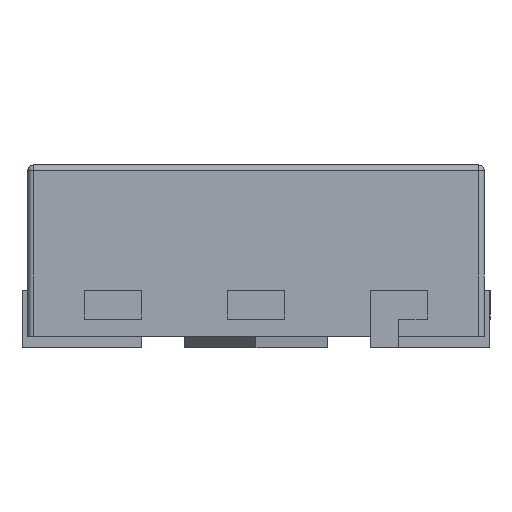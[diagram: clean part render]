
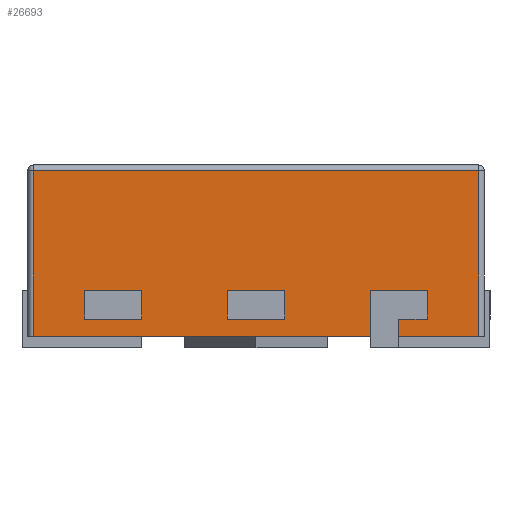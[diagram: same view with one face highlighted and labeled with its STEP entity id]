
A CAD part, left-side view. The second image highlights one B-rep face of the part: STEP entity #26693.
In plain terms, the highlighted planar face has unit normal (-1, 0, 0).
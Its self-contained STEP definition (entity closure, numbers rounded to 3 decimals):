
#212 = VERTEX_POINT ( 'NONE', #6617 ) ;
#268 = VECTOR ( 'NONE', #7118, 1000. ) ;
#558 = ORIENTED_EDGE ( 'NONE', *, *, #20749, .F. ) ;
#592 = DIRECTION ( 'NONE',  ( 0., 0., 1. ) ) ;
#763 = EDGE_CURVE ( 'NONE', #4449, #13092, #16359, .T. ) ;
#863 = DIRECTION ( 'NONE',  ( 0., 1., 0. ) ) ;
#1337 = EDGE_LOOP ( 'NONE', ( #27786, #22300, #12864, #4907 ) ) ;
#1365 = VERTEX_POINT ( 'NONE', #3932 ) ;
#1484 = LINE ( 'NONE', #20705, #8889 ) ;
#1627 = VERTEX_POINT ( 'NONE', #25240 ) ;
#1784 = ORIENTED_EDGE ( 'NONE', *, *, #25563, .T. ) ;
#1843 = ORIENTED_EDGE ( 'NONE', *, *, #26276, .F. ) ;
#2080 = EDGE_CURVE ( 'NONE', #29192, #13426, #6578, .T. ) ;
#2105 = VERTEX_POINT ( 'NONE', #14023 ) ;
#2358 = CARTESIAN_POINT ( 'NONE',  ( -0.5, -0.3, 0.08 ) ) ;
#3170 = DIRECTION ( 'NONE',  ( 0., 0., -1. ) ) ;
#3184 = LINE ( 'NONE', #18792, #26524 ) ;
#3247 = CARTESIAN_POINT ( 'NONE',  ( -0.5, -0.2, 0.05 ) ) ;
#3277 = CARTESIAN_POINT ( 'NONE',  ( -0.5, 0.39, 0.34 ) ) ;
#3932 = CARTESIAN_POINT ( 'NONE',  ( -0.5, -0.25, 0.08 ) ) ;
#3933 = VERTEX_POINT ( 'NONE', #8537 ) ;
#3969 = EDGE_CURVE ( 'NONE', #6035, #2105, #1484, .T. ) ;
#4040 = EDGE_CURVE ( 'NONE', #13426, #5731, #14250, .T. ) ;
#4042 = EDGE_CURVE ( 'NONE', #16486, #29192, #19407, .T. ) ;
#4133 = DIRECTION ( 'NONE',  ( 0., 0., -1. ) ) ;
#4211 = CARTESIAN_POINT ( 'NONE',  ( -0.5, 0.4, 0.34 ) ) ;
#4449 = VERTEX_POINT ( 'NONE', #30576 ) ;
#4589 = LINE ( 'NONE', #24503, #27439 ) ;
#4840 = VECTOR ( 'NONE', #20442, 1000. ) ;
#4907 = ORIENTED_EDGE ( 'NONE', *, *, #31504, .F. ) ;
#4982 = VECTOR ( 'NONE', #12733, 1000. ) ;
#5271 = VERTEX_POINT ( 'NONE', #12923 ) ;
#5490 = VECTOR ( 'NONE', #592, 1000. ) ;
#5512 = EDGE_CURVE ( 'NONE', #5271, #30546, #26680, .T. ) ;
#5731 = VERTEX_POINT ( 'NONE', #3277 ) ;
#6035 = VERTEX_POINT ( 'NONE', #25231 ) ;
#6414 = VERTEX_POINT ( 'NONE', #13857 ) ;
#6578 = LINE ( 'NONE', #8961, #19167 ) ;
#6617 = CARTESIAN_POINT ( 'NONE',  ( -0.5, 0.05, 0.13 ) ) ;
#6789 = EDGE_CURVE ( 'NONE', #30546, #6035, #4589, .T. ) ;
#6817 = PLANE ( 'NONE',  #29094 ) ;
#7118 = DIRECTION ( 'NONE',  ( 0., -1., 0. ) ) ;
#7252 = DIRECTION ( 'NONE',  ( 0., 0., -1. ) ) ;
#7377 = DIRECTION ( 'NONE',  ( 0., -1., 0. ) ) ;
#8142 = CARTESIAN_POINT ( 'NONE',  ( -0.5, 0.39, 0.35 ) ) ;
#8537 = CARTESIAN_POINT ( 'NONE',  ( -0.5, -0.05, 0.13 ) ) ;
#8554 = EDGE_CURVE ( 'NONE', #31607, #6414, #13300, .T. ) ;
#8817 = DIRECTION ( 'NONE',  ( 0., -1., 0. ) ) ;
#8889 = VECTOR ( 'NONE', #31142, 1000. ) ;
#8906 = EDGE_CURVE ( 'NONE', #212, #1627, #21148, .T. ) ;
#8961 = CARTESIAN_POINT ( 'NONE',  ( -0.5, -0.39, 0.35 ) ) ;
#9022 = VECTOR ( 'NONE', #21473, 1000. ) ;
#9219 = DIRECTION ( 'NONE',  ( 1., 0., 0. ) ) ;
#9247 = CARTESIAN_POINT ( 'NONE',  ( -0.5, -0.05, 0.08 ) ) ;
#9301 = CARTESIAN_POINT ( 'NONE',  ( -0.5, 0.3, 0.08 ) ) ;
#9422 = ORIENTED_EDGE ( 'NONE', *, *, #31512, .T. ) ;
#9490 = CARTESIAN_POINT ( 'NONE',  ( -0.5, 0.05, 0.13 ) ) ;
#9813 = CARTESIAN_POINT ( 'NONE',  ( -0.5, -0.2, 0.08 ) ) ;
#9836 = EDGE_CURVE ( 'NONE', #1365, #16332, #19701, .T. ) ;
#9979 = VECTOR ( 'NONE', #7377, 1000. ) ;
#10456 = CARTESIAN_POINT ( 'NONE',  ( -0.5, -0.39, 0.34 ) ) ;
#10582 = CARTESIAN_POINT ( 'NONE',  ( -0.5, -0.05, 0.13 ) ) ;
#10794 = EDGE_CURVE ( 'NONE', #16332, #31607, #28762, .T. ) ;
#11014 = VECTOR ( 'NONE', #14723, 1000. ) ;
#11254 = EDGE_CURVE ( 'NONE', #1627, #27137, #29926, .T. ) ;
#12030 = CARTESIAN_POINT ( 'NONE',  ( -0.5, -0.3, 0.13 ) ) ;
#12733 = DIRECTION ( 'NONE',  ( 0., 0., -1. ) ) ;
#12864 = ORIENTED_EDGE ( 'NONE', *, *, #27860, .F. ) ;
#12923 = CARTESIAN_POINT ( 'NONE',  ( -0.5, 0.3, 0.08 ) ) ;
#13092 = VERTEX_POINT ( 'NONE', #3247 ) ;
#13300 = LINE ( 'NONE', #31161, #18351 ) ;
#13315 = EDGE_LOOP ( 'NONE', ( #26454, #1843, #23840, #17301 ) ) ;
#13426 = VERTEX_POINT ( 'NONE', #10456 ) ;
#13730 = ORIENTED_EDGE ( 'NONE', *, *, #763, .T. ) ;
#13857 = CARTESIAN_POINT ( 'NONE',  ( -0.5, -0.2, 0.13 ) ) ;
#14023 = CARTESIAN_POINT ( 'NONE',  ( -0.5, 0.3, 0.13 ) ) ;
#14216 = ORIENTED_EDGE ( 'NONE', *, *, #4040, .T. ) ;
#14250 = LINE ( 'NONE', #4211, #11014 ) ;
#14457 = DIRECTION ( 'NONE',  ( 0., 1., 0. ) ) ;
#14557 = CARTESIAN_POINT ( 'NONE',  ( -0.5, -0.25, 0.35 ) ) ;
#14723 = DIRECTION ( 'NONE',  ( 0., 1., 0. ) ) ;
#15064 = ORIENTED_EDGE ( 'NONE', *, *, #4042, .T. ) ;
#15863 = VECTOR ( 'NONE', #3170, 1000. ) ;
#16332 = VERTEX_POINT ( 'NONE', #2358 ) ;
#16359 = LINE ( 'NONE', #19429, #268 ) ;
#16486 = VERTEX_POINT ( 'NONE', #16696 ) ;
#16696 = CARTESIAN_POINT ( 'NONE',  ( -0.5, -0.25, 0.05 ) ) ;
#17267 = VECTOR ( 'NONE', #19118, 1000. ) ;
#17301 = ORIENTED_EDGE ( 'NONE', *, *, #6789, .F. ) ;
#17877 = LINE ( 'NONE', #14557, #15863 ) ;
#18351 = VECTOR ( 'NONE', #863, 1000. ) ;
#18792 = CARTESIAN_POINT ( 'NONE',  ( -0.5, 0.05, 0.13 ) ) ;
#19118 = DIRECTION ( 'NONE',  ( 0., 0., 1. ) ) ;
#19167 = VECTOR ( 'NONE', #23735, 1000. ) ;
#19407 = LINE ( 'NONE', #29667, #28638 ) ;
#19429 = CARTESIAN_POINT ( 'NONE',  ( -0.5, 0.4, 0.05 ) ) ;
#19701 = LINE ( 'NONE', #9813, #9979 ) ;
#20442 = DIRECTION ( 'NONE',  ( 0., -1., 0. ) ) ;
#20705 = CARTESIAN_POINT ( 'NONE',  ( -0.5, 0.3, 0.13 ) ) ;
#20749 = EDGE_CURVE ( 'NONE', #6414, #13092, #25033, .T. ) ;
#21148 = LINE ( 'NONE', #9490, #9022 ) ;
#21473 = DIRECTION ( 'NONE',  ( 0., 0., -1. ) ) ;
#21957 = CARTESIAN_POINT ( 'NONE',  ( -0.5, -0.2, 0.13 ) ) ;
#22300 = ORIENTED_EDGE ( 'NONE', *, *, #8906, .F. ) ;
#22603 = ORIENTED_EDGE ( 'NONE', *, *, #9836, .F. ) ;
#22909 = EDGE_LOOP ( 'NONE', ( #13730, #558, #25762, #27853, #22603, #9422, #15064, #26093, #14216, #1784 ) ) ;
#23371 = CARTESIAN_POINT ( 'NONE',  ( -0.5, -0.3, 0.13 ) ) ;
#23735 = DIRECTION ( 'NONE',  ( 0., 0., 1. ) ) ;
#23840 = ORIENTED_EDGE ( 'NONE', *, *, #3969, .F. ) ;
#24166 = FACE_BOUND ( 'NONE', #1337, .T. ) ;
#24503 = CARTESIAN_POINT ( 'NONE',  ( -0.5, 0.2, 0.13 ) ) ;
#24580 = LINE ( 'NONE', #10582, #5490 ) ;
#24824 = VECTOR ( 'NONE', #4133, 1000. ) ;
#25033 = LINE ( 'NONE', #21957, #4982 ) ;
#25231 = CARTESIAN_POINT ( 'NONE',  ( -0.5, 0.2, 0.13 ) ) ;
#25240 = CARTESIAN_POINT ( 'NONE',  ( -0.5, 0.05, 0.08 ) ) ;
#25363 = VECTOR ( 'NONE', #7252, 1000. ) ;
#25563 = EDGE_CURVE ( 'NONE', #5731, #4449, #30422, .T. ) ;
#25762 = ORIENTED_EDGE ( 'NONE', *, *, #8554, .F. ) ;
#26093 = ORIENTED_EDGE ( 'NONE', *, *, #2080, .T. ) ;
#26105 = DIRECTION ( 'NONE',  ( 0., 1., 0. ) ) ;
#26266 = FACE_OUTER_BOUND ( 'NONE', #22909, .T. ) ;
#26276 = EDGE_CURVE ( 'NONE', #2105, #5271, #29508, .T. ) ;
#26454 = ORIENTED_EDGE ( 'NONE', *, *, #5512, .F. ) ;
#26524 = VECTOR ( 'NONE', #26105, 1000. ) ;
#26577 = CARTESIAN_POINT ( 'NONE',  ( -0.5, 0.2, 0.08 ) ) ;
#26680 = LINE ( 'NONE', #9301, #26829 ) ;
#26693 = ADVANCED_FACE ( 'NONE', ( #26266, #24166, #29066 ), #6817, .F. ) ;
#26829 = VECTOR ( 'NONE', #8817, 1000. ) ;
#26937 = DIRECTION ( 'NONE',  ( 0., 0., 1. ) ) ;
#27137 = VERTEX_POINT ( 'NONE', #9247 ) ;
#27439 = VECTOR ( 'NONE', #26937, 1000. ) ;
#27786 = ORIENTED_EDGE ( 'NONE', *, *, #11254, .F. ) ;
#27853 = ORIENTED_EDGE ( 'NONE', *, *, #10794, .F. ) ;
#27860 = EDGE_CURVE ( 'NONE', #3933, #212, #3184, .T. ) ;
#28638 = VECTOR ( 'NONE', #31954, 1000. ) ;
#28762 = LINE ( 'NONE', #12030, #17267 ) ;
#28915 = CARTESIAN_POINT ( 'NONE',  ( -0.5, 0.4, 0.35 ) ) ;
#29066 = FACE_BOUND ( 'NONE', #13315, .T. ) ;
#29094 = AXIS2_PLACEMENT_3D ( 'NONE', #28915, #9219, #14457 ) ;
#29192 = VERTEX_POINT ( 'NONE', #31941 ) ;
#29508 = LINE ( 'NONE', #31959, #25363 ) ;
#29667 = CARTESIAN_POINT ( 'NONE',  ( -0.5, 0.4, 0.05 ) ) ;
#29926 = LINE ( 'NONE', #30397, #4840 ) ;
#30397 = CARTESIAN_POINT ( 'NONE',  ( -0.5, 0.05, 0.08 ) ) ;
#30422 = LINE ( 'NONE', #8142, #24824 ) ;
#30546 = VERTEX_POINT ( 'NONE', #26577 ) ;
#30576 = CARTESIAN_POINT ( 'NONE',  ( -0.5, 0.39, 0.05 ) ) ;
#31142 = DIRECTION ( 'NONE',  ( 0., 1., 0. ) ) ;
#31161 = CARTESIAN_POINT ( 'NONE',  ( -0.5, -0.2, 0.13 ) ) ;
#31504 = EDGE_CURVE ( 'NONE', #27137, #3933, #24580, .T. ) ;
#31512 = EDGE_CURVE ( 'NONE', #1365, #16486, #17877, .T. ) ;
#31607 = VERTEX_POINT ( 'NONE', #23371 ) ;
#31941 = CARTESIAN_POINT ( 'NONE',  ( -0.5, -0.39, 0.05 ) ) ;
#31954 = DIRECTION ( 'NONE',  ( 0., -1., 0. ) ) ;
#31959 = CARTESIAN_POINT ( 'NONE',  ( -0.5, 0.3, 0.13 ) ) ;
